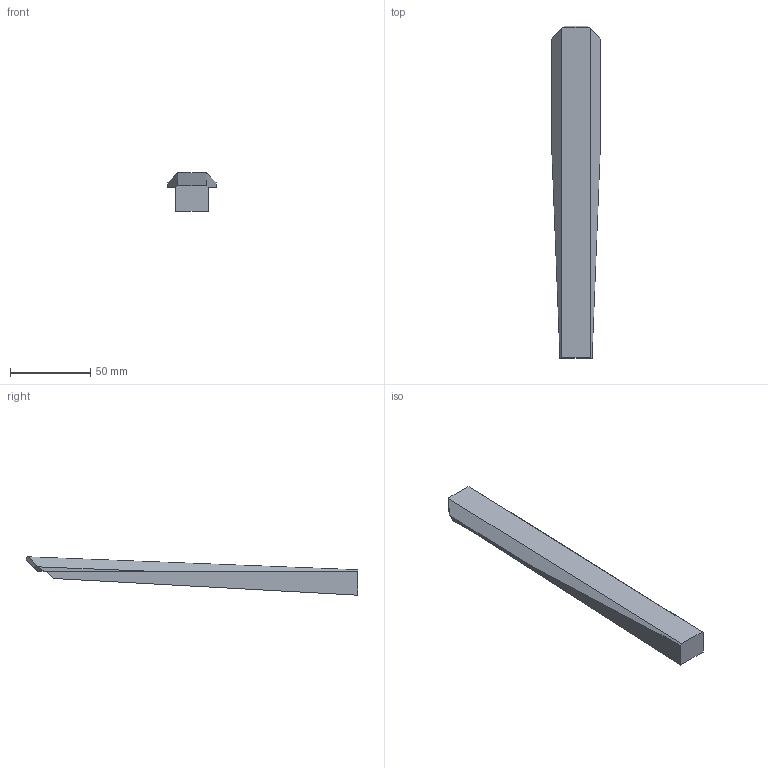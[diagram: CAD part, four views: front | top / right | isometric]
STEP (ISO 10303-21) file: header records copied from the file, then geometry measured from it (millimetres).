
FILE_DESCRIPTION(('FreeCAD Model'),'2;1');
FILE_NAME('Open CASCADE Shape Model','2026-02-15T12:14:36',(''),(''), 'Open CASCADE STEP processor 7.8','FreeCAD','Unknown');
FILE_SCHEMA(('AUTOMOTIVE_DESIGN { 1 0 10303 214 1 1 1 1 }'));
Length unit declared in the file: millimetre
Products named in the file (1): ChairsHook
Bounding box: 30 x 207.07 x 23.94 mm (x, y, z)
Volume: 60109.2 mm3; surface area: 16594.5 mm2
Topology: 1 solids, 1 shells, 25 faces, 55 edges, 36 vertices
Faces by surface type: plane 21, cylinder 4
Full cylindrical faces by diameter (mm): 4.7 x2, 10 x2
Entity records: 1472 total; most frequent: CARTESIAN_POINT 301, DIRECTION 217, LINE 145, VECTOR 145, ORIENTED_EDGE 110, PCURVE 110, DEFINITIONAL_REPRESENTATION 110, EDGE_CURVE 55
